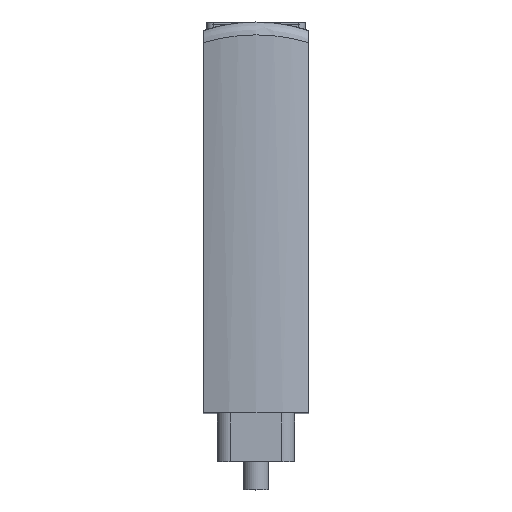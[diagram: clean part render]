
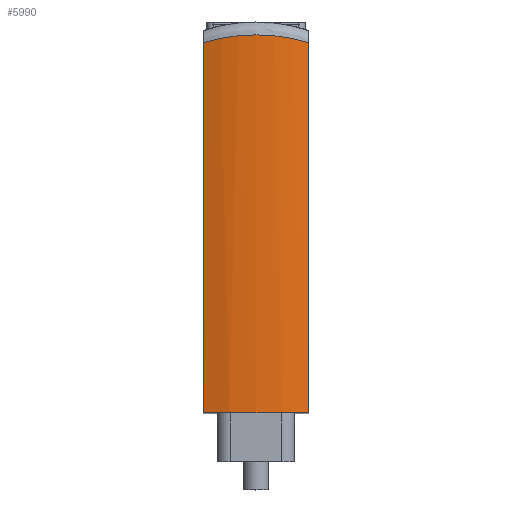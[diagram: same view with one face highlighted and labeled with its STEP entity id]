
A CAD part, top view. The second image highlights one B-rep face of the part: STEP entity #5990.
In plain terms, the highlighted cylindrical face has radius 19.5 mm (diameter 39 mm), a partial arc.
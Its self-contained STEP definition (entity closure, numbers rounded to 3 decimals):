
#2958=CARTESIAN_POINT('',(-6.15,0.0,121.605));
#2959=VERTEX_POINT('',#2958);
#2966=CARTESIAN_POINT('',(-6.15,43.081,121.605));
#2967=VERTEX_POINT('',#2966);
#2968=CARTESIAN_POINT('',(-6.15,0.0,121.605));
#2969=DIRECTION('',(0.0,1.0,0.0));
#2970=VECTOR('',#2969,43.081);
#2971=LINE('',#2968,#2970);
#2972=EDGE_CURVE('',#2959,#2967,#2971,.T.);
#4634=CARTESIAN_POINT('',(6.15,0.0,121.605));
#4635=VERTEX_POINT('',#4634);
#4642=CARTESIAN_POINT('',(0.0,0.0,103.1));
#4643=DIRECTION('',(0.0,1.0,0.0));
#4644=DIRECTION('',(-0.315,0.0,0.949));
#4645=AXIS2_PLACEMENT_3D('',#4642,#4643,#4644);
#4646=CIRCLE('',#4645,19.5);
#4647=EDGE_CURVE('',#2959,#4635,#4646,.T.);
#5459=CARTESIAN_POINT('',(6.15,43.081,121.605));
#5460=VERTEX_POINT('',#5459);
#5474=CARTESIAN_POINT('',(6.15,0.0,121.605));
#5475=DIRECTION('',(0.0,1.0,0.0));
#5476=VECTOR('',#5475,43.081);
#5477=LINE('',#5474,#5476);
#5478=EDGE_CURVE('',#4635,#5460,#5477,.T.);
#5702=CARTESIAN_POINT('',(0.0,26.,103.1));
#5703=DIRECTION('',(0.,0.735,-0.678));
#5704=DIRECTION('',(0.,0.678,0.735));
#5705=AXIS2_PLACEMENT_3D('',#5702,#5703,#5704);
#5706=ELLIPSE('',#5705,26.538,19.5);
#5707=EDGE_CURVE('',#2967,#5460,#5706,.T.);
#5979=CARTESIAN_POINT('',(0.0,0.0,103.1));
#5980=DIRECTION('',(0.0,1.0,0.0));
#5981=DIRECTION('',(-0.315,0.0,0.949));
#5982=AXIS2_PLACEMENT_3D('',#5979,#5980,#5981);
#5983=CYLINDRICAL_SURFACE('',#5982,19.5);
#5984=ORIENTED_EDGE('',*,*,#5707,.F.);
#5985=ORIENTED_EDGE('',*,*,#2972,.F.);
#5986=ORIENTED_EDGE('',*,*,#4647,.T.);
#5987=ORIENTED_EDGE('',*,*,#5478,.T.);
#5988=EDGE_LOOP('',(#5984,#5985,#5986,#5987));
#5989=FACE_OUTER_BOUND('',#5988,.T.);
#5990=ADVANCED_FACE('',(#5989),#5983,.T.);
